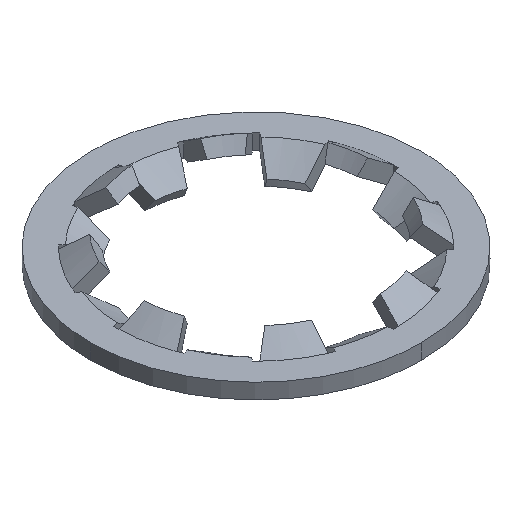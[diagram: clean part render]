
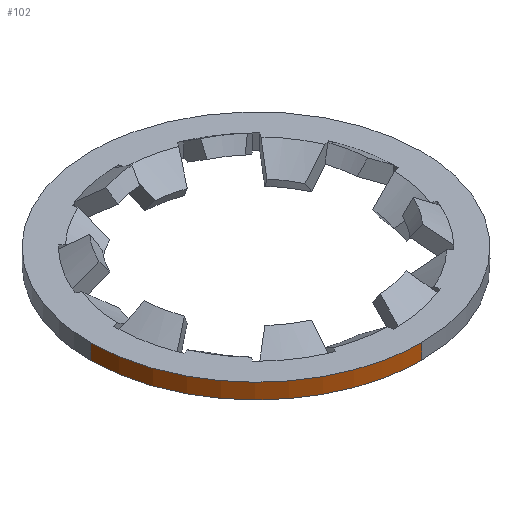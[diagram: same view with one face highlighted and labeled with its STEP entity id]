
A CAD part, isometric view. The second image highlights one B-rep face of the part: STEP entity #102.
In plain terms, the highlighted free-form (B-spline) face has degree [1, 2] with [2, 3] control points.
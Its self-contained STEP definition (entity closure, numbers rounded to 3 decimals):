
#39=CARTESIAN_POINT('Control Point',(0.,16.19,3.)) ;
#40=CARTESIAN_POINT('Control Point',(0.,16.19,1.5)) ;
#41=CARTESIAN_POINT('Vertex',(0.,16.19,1.5)) ;
#43=CARTESIAN_POINT('Vertex',(0.,16.19,3.)) ;
#72=CARTESIAN_POINT('Control Point',(0.,16.19,3.)) ;
#73=CARTESIAN_POINT('Control Point',(0.,0.,3.)) ;
#74=CARTESIAN_POINT('Control Point',(16.19,0.,3.)) ;
#75=CARTESIAN_POINT('Control Point',(0.,16.19,1.5)) ;
#76=CARTESIAN_POINT('Control Point',(0.,0.,1.5)) ;
#77=CARTESIAN_POINT('Control Point',(16.19,0.,1.5)) ;
#79=CARTESIAN_POINT('Control Point',(0.,16.19,1.5)) ;
#80=CARTESIAN_POINT('Control Point',(0.,0.,1.5)) ;
#81=CARTESIAN_POINT('Control Point',(16.19,0.,1.5)) ;
#82=CARTESIAN_POINT('Vertex',(16.19,0.,1.5)) ;
#86=CARTESIAN_POINT('Control Point',(16.19,0.,3.)) ;
#87=CARTESIAN_POINT('Control Point',(16.19,0.,1.5)) ;
#88=CARTESIAN_POINT('Vertex',(16.19,0.,3.)) ;
#92=CARTESIAN_POINT('Control Point',(0.,16.19,3.)) ;
#93=CARTESIAN_POINT('Control Point',(0.,0.,3.)) ;
#94=CARTESIAN_POINT('Control Point',(16.19,0.,3.)) ;
#97=ORIENTED_EDGE('',*,*,#45,.F.) ;
#98=ORIENTED_EDGE('',*,*,#84,.T.) ;
#99=ORIENTED_EDGE('',*,*,#90,.F.) ;
#100=ORIENTED_EDGE('',*,*,#95,.F.) ;
#102=ADVANCED_FACE('PCGACSSW M20.iges',(#101),#71,.T.) ;
#45=EDGE_CURVE('',#42,#44,#38,.F.) ;
#84=EDGE_CURVE('',#42,#83,#78,.T.) ;
#90=EDGE_CURVE('',#89,#83,#85,.T.) ;
#95=EDGE_CURVE('',#44,#89,#91,.T.) ;
#96=EDGE_LOOP('',(#97,#98,#99,#100)) ;
#101=FACE_OUTER_BOUND('',#96,.T.) ;
#42=VERTEX_POINT('',#41) ;
#44=VERTEX_POINT('',#43) ;
#83=VERTEX_POINT('',#82) ;
#89=VERTEX_POINT('',#88) ;
#38=(BOUNDED_CURVE()B_SPLINE_CURVE(1,(#39,#40),.UNSPECIFIED.,.F.,.U.)B_SPLINE_CURVE_WITH_KNOTS((2,2),(-0.046,1.454),.UNSPECIFIED.)CURVE()GEOMETRIC_REPRESENTATION_ITEM()RATIONAL_B_SPLINE_CURVE((1.,1.))REPRESENTATION_ITEM('')) ;
#78=(BOUNDED_CURVE()B_SPLINE_CURVE(2,(#79,#80,#81),.UNSPECIFIED.,.F.,.U.)B_SPLINE_CURVE_WITH_KNOTS((3,3),(93.998,126.378),.UNSPECIFIED.)CURVE()GEOMETRIC_REPRESENTATION_ITEM()RATIONAL_B_SPLINE_CURVE((1.,0.707,1.))REPRESENTATION_ITEM('')) ;
#85=(BOUNDED_CURVE()B_SPLINE_CURVE(1,(#86,#87),.UNSPECIFIED.,.F.,.U.)B_SPLINE_CURVE_WITH_KNOTS((2,2),(-0.046,1.454),.UNSPECIFIED.)CURVE()GEOMETRIC_REPRESENTATION_ITEM()RATIONAL_B_SPLINE_CURVE((1.,1.))REPRESENTATION_ITEM('')) ;
#91=(BOUNDED_CURVE()B_SPLINE_CURVE(2,(#92,#93,#94),.UNSPECIFIED.,.F.,.U.)B_SPLINE_CURVE_WITH_KNOTS((3,3),(93.998,126.378),.UNSPECIFIED.)CURVE()GEOMETRIC_REPRESENTATION_ITEM()RATIONAL_B_SPLINE_CURVE((1.,0.707,1.))REPRESENTATION_ITEM('')) ;
#71=(BOUNDED_SURFACE()B_SPLINE_SURFACE(1,2,((#72,#73,#74),(#75,#76,#77)),.UNSPECIFIED.,.F.,.F.,.U.)B_SPLINE_SURFACE_WITH_KNOTS((2,2),(3,3),(-0.046,1.454),(93.998,126.378),.UNSPECIFIED.)GEOMETRIC_REPRESENTATION_ITEM()RATIONAL_B_SPLINE_SURFACE(((1.,0.707,1.),(1.,0.707,1.)))REPRESENTATION_ITEM('Rational BSpline Surface')SURFACE()) ;
